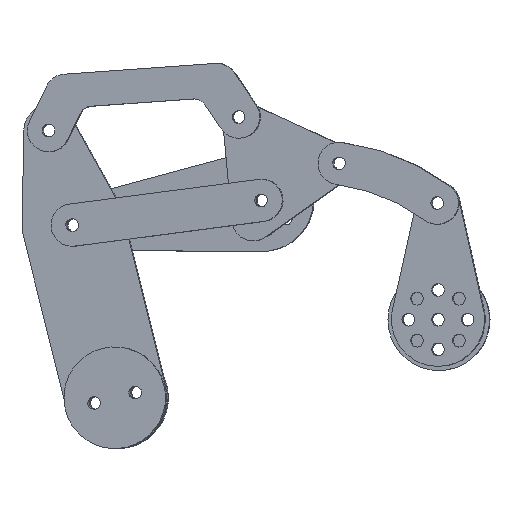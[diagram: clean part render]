
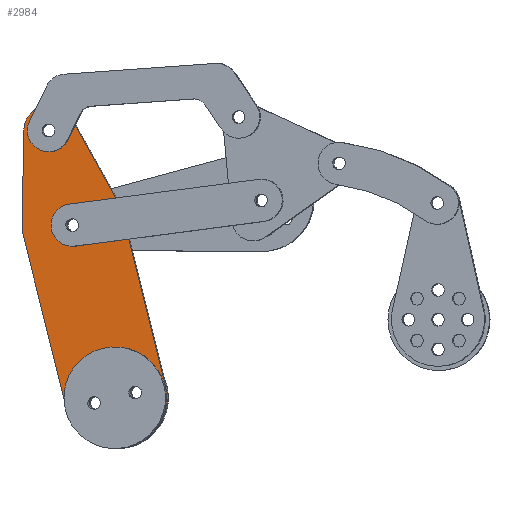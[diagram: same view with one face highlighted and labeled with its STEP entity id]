
A CAD part, top view. The second image highlights one B-rep face of the part: STEP entity #2984.
In plain terms, the highlighted face is planar.
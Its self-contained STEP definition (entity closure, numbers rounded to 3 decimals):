
#96 = DIRECTION ( 'NONE',  ( -0.965, 0.261, 0. ) ) ;
#97 = DIRECTION ( 'NONE',  ( 0., 0., 1. ) ) ;
#266 = DIRECTION ( 'NONE',  ( 1., 0., 0. ) ) ;
#308 = EDGE_CURVE ( 'NONE', #3601, #2563, #2582, .T. ) ;
#322 = AXIS2_PLACEMENT_3D ( 'NONE', #4713, #2488, #5713 ) ;
#455 = LINE ( 'NONE', #3242, #926 ) ;
#542 = AXIS2_PLACEMENT_3D ( 'NONE', #3952, #5765, #1678 ) ;
#591 = DIRECTION ( 'NONE',  ( 1., 0., 0. ) ) ;
#705 = DIRECTION ( 'NONE',  ( 0., 0., 1. ) ) ;
#736 = AXIS2_PLACEMENT_3D ( 'NONE', #4026, #1261, #2591 ) ;
#749 = LINE ( 'NONE', #4773, #839 ) ;
#825 = AXIS2_PLACEMENT_3D ( 'NONE', #3728, #1448, #5543 ) ;
#839 = VECTOR ( 'NONE', #3862, 1000. ) ;
#926 = VECTOR ( 'NONE', #96, 1000. ) ;
#950 = ORIENTED_EDGE ( 'NONE', *, *, #3124, .F. ) ;
#953 = DIRECTION ( 'NONE',  ( 0., 0., 1. ) ) ;
#1024 = CARTESIAN_POINT ( 'NONE',  ( 66.5, -5., 4. ) ) ;
#1140 = CARTESIAN_POINT ( 'NONE',  ( 65., 0., 4. ) ) ;
#1261 = DIRECTION ( 'NONE',  ( 0., 0., 1. ) ) ;
#1275 = CARTESIAN_POINT ( 'NONE',  ( -1.565, -5.792, 4. ) ) ;
#1292 = AXIS2_PLACEMENT_3D ( 'NONE', #2767, #5545, #3181 ) ;
#1298 = EDGE_CURVE ( 'NONE', #2311, #3960, #3079, .T. ) ;
#1414 = EDGE_LOOP ( 'NONE', ( #3780, #4312 ) ) ;
#1448 = DIRECTION ( 'NONE',  ( 0., 0., 1. ) ) ;
#1482 = AXIS2_PLACEMENT_3D ( 'NONE', #4620, #5043, #2717 ) ;
#1486 = FACE_BOUND ( 'NONE', #5132, .T. ) ;
#1498 = ORIENTED_EDGE ( 'NONE', *, *, #2570, .T. ) ;
#1530 = VERTEX_POINT ( 'NONE', #1587 ) ;
#1536 = EDGE_CURVE ( 'NONE', #4036, #1562, #5865, .T. ) ;
#1538 = EDGE_CURVE ( 'NONE', #1983, #1530, #4336, .T. ) ;
#1562 = VERTEX_POINT ( 'NONE', #4683 ) ;
#1587 = CARTESIAN_POINT ( 'NONE',  ( 65., 12., 4. ) ) ;
#1678 = DIRECTION ( 'NONE',  ( 1., 0., 0. ) ) ;
#1712 = CARTESIAN_POINT ( 'NONE',  ( 21.407, 12., 4. ) ) ;
#1763 = VECTOR ( 'NONE', #4453, 1000. ) ;
#1809 = ORIENTED_EDGE ( 'NONE', *, *, #3365, .F. ) ;
#1817 = DIRECTION ( 'NONE',  ( 1., 0., 0. ) ) ;
#1878 = CIRCLE ( 'NONE', #825, 4.9 ) ;
#1983 = VERTEX_POINT ( 'NONE', #4212 ) ;
#2014 = ORIENTED_EDGE ( 'NONE', *, *, #1298, .F. ) ;
#2063 = CIRCLE ( 'NONE', #1482, 1.5 ) ;
#2304 = ORIENTED_EDGE ( 'NONE', *, *, #4383, .T. ) ;
#2311 = VERTEX_POINT ( 'NONE', #4845 ) ;
#2362 = CARTESIAN_POINT ( 'NONE',  ( 66.5, 5., 4. ) ) ;
#2391 = ORIENTED_EDGE ( 'NONE', *, *, #4058, .F. ) ;
#2427 = EDGE_LOOP ( 'NONE', ( #1809, #4687 ) ) ;
#2488 = DIRECTION ( 'NONE',  ( 0., 0., 1. ) ) ;
#2563 = VERTEX_POINT ( 'NONE', #1024 ) ;
#2570 = EDGE_CURVE ( 'NONE', #1530, #3960, #3322, .T. ) ;
#2582 = CIRCLE ( 'NONE', #5144, 1.5 ) ;
#2591 = DIRECTION ( 'NONE',  ( 1., 0., 0. ) ) ;
#2630 = CARTESIAN_POINT ( 'NONE',  ( -1.565, 5.792, 4. ) ) ;
#2717 = DIRECTION ( 'NONE',  ( 1., 0., 0. ) ) ;
#2749 = CARTESIAN_POINT ( 'NONE',  ( 0., 0., 4. ) ) ;
#2767 = CARTESIAN_POINT ( 'NONE',  ( 65., 5., 4. ) ) ;
#2781 = EDGE_LOOP ( 'NONE', ( #5768, #5411, #2873, #1498, #2014, #2304 ) ) ;
#2873 = ORIENTED_EDGE ( 'NONE', *, *, #1538, .T. ) ;
#2912 = VERTEX_POINT ( 'NONE', #1275 ) ;
#2914 = CIRCLE ( 'NONE', #1292, 1.5 ) ;
#2916 = AXIS2_PLACEMENT_3D ( 'NONE', #4577, #97, #1817 ) ;
#2984 = ADVANCED_FACE ( 'NONE', ( #4214, #3712, #3186, #4529, #1486 ), #5038, .T. ) ;
#3018 = VECTOR ( 'NONE', #5045, 1000. ) ;
#3062 = VERTEX_POINT ( 'NONE', #3673 ) ;
#3079 = LINE ( 'NONE', #2630, #1763 ) ;
#3124 = EDGE_CURVE ( 'NONE', #3387, #3304, #3292, .T. ) ;
#3181 = DIRECTION ( 'NONE',  ( 1., 0., 0. ) ) ;
#3186 = FACE_BOUND ( 'NONE', #1414, .T. ) ;
#3242 = CARTESIAN_POINT ( 'NONE',  ( -1.565, -5.792, 4. ) ) ;
#3292 = CIRCLE ( 'NONE', #5196, 1.5 ) ;
#3304 = VERTEX_POINT ( 'NONE', #3802 ) ;
#3322 = LINE ( 'NONE', #4195, #3018 ) ;
#3365 = EDGE_CURVE ( 'NONE', #1562, #4036, #2063, .T. ) ;
#3387 = VERTEX_POINT ( 'NONE', #2362 ) ;
#3444 = DIRECTION ( 'NONE',  ( 0., 0., 1. ) ) ;
#3601 = VERTEX_POINT ( 'NONE', #3713 ) ;
#3673 = CARTESIAN_POINT ( 'NONE',  ( 18.1, 0., 4. ) ) ;
#3712 = FACE_BOUND ( 'NONE', #5061, .T. ) ;
#3713 = CARTESIAN_POINT ( 'NONE',  ( 63.5, -5., 4. ) ) ;
#3728 = CARTESIAN_POINT ( 'NONE',  ( 23., 0., 4. ) ) ;
#3752 = ORIENTED_EDGE ( 'NONE', *, *, #5871, .F. ) ;
#3780 = ORIENTED_EDGE ( 'NONE', *, *, #5238, .F. ) ;
#3802 = CARTESIAN_POINT ( 'NONE',  ( 63.5, 5., 4. ) ) ;
#3858 = DIRECTION ( 'NONE',  ( 1., 0., 0. ) ) ;
#3862 = DIRECTION ( 'NONE',  ( 1., 0., 0. ) ) ;
#3952 = CARTESIAN_POINT ( 'NONE',  ( 65., -5., 4. ) ) ;
#3960 = VERTEX_POINT ( 'NONE', #1712 ) ;
#3964 = CARTESIAN_POINT ( 'NONE',  ( 21.407, -12., 4. ) ) ;
#4026 = CARTESIAN_POINT ( 'NONE',  ( 0., 0., 4. ) ) ;
#4036 = VERTEX_POINT ( 'NONE', #4559 ) ;
#4058 = EDGE_CURVE ( 'NONE', #3304, #3387, #2914, .T. ) ;
#4168 = CIRCLE ( 'NONE', #736, 6. ) ;
#4195 = CARTESIAN_POINT ( 'NONE',  ( 0., 12., 4. ) ) ;
#4212 = CARTESIAN_POINT ( 'NONE',  ( 65., -12., 4. ) ) ;
#4214 = FACE_OUTER_BOUND ( 'NONE', #2781, .T. ) ;
#4312 = ORIENTED_EDGE ( 'NONE', *, *, #308, .F. ) ;
#4336 = CIRCLE ( 'NONE', #4987, 12. ) ;
#4383 = EDGE_CURVE ( 'NONE', #2311, #2912, #4168, .T. ) ;
#4445 = EDGE_CURVE ( 'NONE', #4921, #2912, #455, .T. ) ;
#4453 = DIRECTION ( 'NONE',  ( 0.965, 0.261, 0. ) ) ;
#4529 = FACE_BOUND ( 'NONE', #2427, .T. ) ;
#4559 = CARTESIAN_POINT ( 'NONE',  ( 1.5, 0., 4. ) ) ;
#4577 = CARTESIAN_POINT ( 'NONE',  ( 23., 0., 4. ) ) ;
#4620 = CARTESIAN_POINT ( 'NONE',  ( 0., 0., 4. ) ) ;
#4683 = CARTESIAN_POINT ( 'NONE',  ( -1.5, 0., 4. ) ) ;
#4687 = ORIENTED_EDGE ( 'NONE', *, *, #1536, .F. ) ;
#4713 = CARTESIAN_POINT ( 'NONE',  ( 0., 0., 4. ) ) ;
#4729 = AXIS2_PLACEMENT_3D ( 'NONE', #2749, #953, #5520 ) ;
#4773 = CARTESIAN_POINT ( 'NONE',  ( 0., -12., 4. ) ) ;
#4794 = CARTESIAN_POINT ( 'NONE',  ( 65., -5., 4. ) ) ;
#4845 = CARTESIAN_POINT ( 'NONE',  ( -1.565, 5.792, 4. ) ) ;
#4921 = VERTEX_POINT ( 'NONE', #3964 ) ;
#4987 = AXIS2_PLACEMENT_3D ( 'NONE', #1140, #3444, #591 ) ;
#5038 = PLANE ( 'NONE',  #4729 ) ;
#5043 = DIRECTION ( 'NONE',  ( 0., 0., 1. ) ) ;
#5045 = DIRECTION ( 'NONE',  ( -1., 0., 0. ) ) ;
#5061 = EDGE_LOOP ( 'NONE', ( #950, #2391 ) ) ;
#5113 = EDGE_CURVE ( 'NONE', #4921, #1983, #749, .T. ) ;
#5132 = EDGE_LOOP ( 'NONE', ( #3752, #5748 ) ) ;
#5144 = AXIS2_PLACEMENT_3D ( 'NONE', #4794, #705, #3858 ) ;
#5196 = AXIS2_PLACEMENT_3D ( 'NONE', #5249, #5220, #266 ) ;
#5220 = DIRECTION ( 'NONE',  ( 0., 0., 1. ) ) ;
#5238 = EDGE_CURVE ( 'NONE', #2563, #3601, #5707, .T. ) ;
#5249 = CARTESIAN_POINT ( 'NONE',  ( 65., 5., 4. ) ) ;
#5307 = CIRCLE ( 'NONE', #2916, 4.9 ) ;
#5411 = ORIENTED_EDGE ( 'NONE', *, *, #5113, .T. ) ;
#5520 = DIRECTION ( 'NONE',  ( 1., 0., 0. ) ) ;
#5543 = DIRECTION ( 'NONE',  ( 1., 0., 0. ) ) ;
#5545 = DIRECTION ( 'NONE',  ( 0., 0., 1. ) ) ;
#5586 = VERTEX_POINT ( 'NONE', #5702 ) ;
#5702 = CARTESIAN_POINT ( 'NONE',  ( 27.9, 0., 4. ) ) ;
#5707 = CIRCLE ( 'NONE', #542, 1.5 ) ;
#5713 = DIRECTION ( 'NONE',  ( 1., 0., 0. ) ) ;
#5748 = ORIENTED_EDGE ( 'NONE', *, *, #5900, .F. ) ;
#5765 = DIRECTION ( 'NONE',  ( 0., 0., 1. ) ) ;
#5768 = ORIENTED_EDGE ( 'NONE', *, *, #4445, .F. ) ;
#5865 = CIRCLE ( 'NONE', #322, 1.5 ) ;
#5871 = EDGE_CURVE ( 'NONE', #3062, #5586, #1878, .T. ) ;
#5900 = EDGE_CURVE ( 'NONE', #5586, #3062, #5307, .T. ) ;
